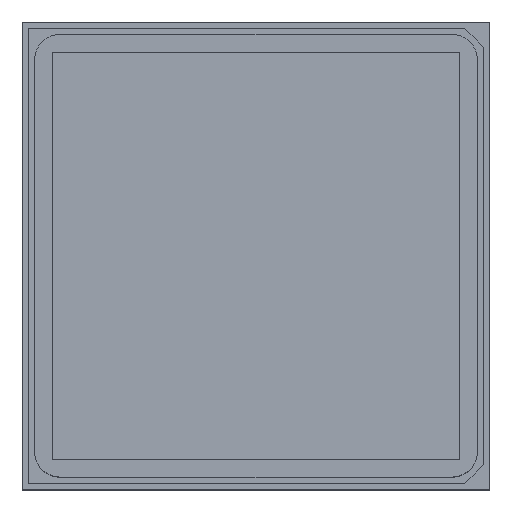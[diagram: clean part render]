
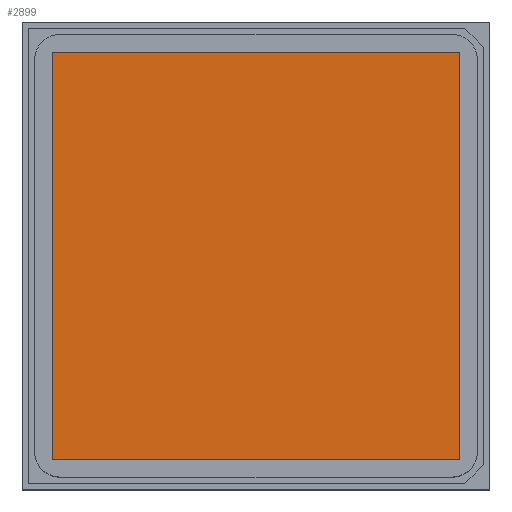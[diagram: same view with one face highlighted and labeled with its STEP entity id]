
A CAD part, top view. The second image highlights one B-rep face of the part: STEP entity #2899.
In plain terms, the highlighted planar face has unit normal (0, 0, 1).
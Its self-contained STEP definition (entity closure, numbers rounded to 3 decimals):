
#693=ORIENTED_EDGE('',*,*,#994,.T.);
#694=ORIENTED_EDGE('',*,*,#997,.T.);
#695=ORIENTED_EDGE('',*,*,#1000,.T.);
#696=ORIENTED_EDGE('',*,*,#1002,.T.);
#994=EDGE_CURVE('',#1193,#1196,#1449,.T.);
#997=EDGE_CURVE('',#1196,#1198,#1452,.T.);
#1000=EDGE_CURVE('',#1198,#1200,#1455,.T.);
#1002=EDGE_CURVE('',#1200,#1193,#1457,.T.);
#1193=VERTEX_POINT('',#4238);
#1196=VERTEX_POINT('',#4243);
#1198=VERTEX_POINT('',#4249);
#1200=VERTEX_POINT('',#4255);
#1449=LINE('',#4244,#1706);
#1452=LINE('',#4250,#1709);
#1455=LINE('',#4256,#1712);
#1457=LINE('',#4259,#1714);
#1706=VECTOR('',#3597,1000.);
#1709=VECTOR('',#3602,1000.);
#1712=VECTOR('',#3607,1000.);
#1714=VECTOR('',#3611,1000.);
#1831=EDGE_LOOP('',(#693,#694,#695,#696));
#1949=FACE_BOUND('',#1831,.T.);
#2042=PLANE('',#3058);
#2899=ADVANCED_FACE('',(#1949),#2042,.T.);
#3058=AXIS2_PLACEMENT_3D('',#4260,#3612,#3613);
#3597=DIRECTION('',(0.,-1.,0.));
#3602=DIRECTION('',(1.,0.,0.));
#3607=DIRECTION('',(0.,1.,0.));
#3611=DIRECTION('',(-1.,0.,0.));
#3612=DIRECTION('',(0.,0.,1.));
#3613=DIRECTION('',(1.,0.,0.));
#4238=CARTESIAN_POINT('',(-1.61,1.61,1.8));
#4243=CARTESIAN_POINT('',(-1.61,-1.61,1.8));
#4244=CARTESIAN_POINT('',(-1.61,1.61,1.8));
#4249=CARTESIAN_POINT('',(1.61,-1.61,1.8));
#4250=CARTESIAN_POINT('',(-1.61,-1.61,1.8));
#4255=CARTESIAN_POINT('',(1.61,1.61,1.8));
#4256=CARTESIAN_POINT('',(1.61,-1.61,1.8));
#4259=CARTESIAN_POINT('',(1.61,1.61,1.8));
#4260=CARTESIAN_POINT('',(0.,0.,1.8));
